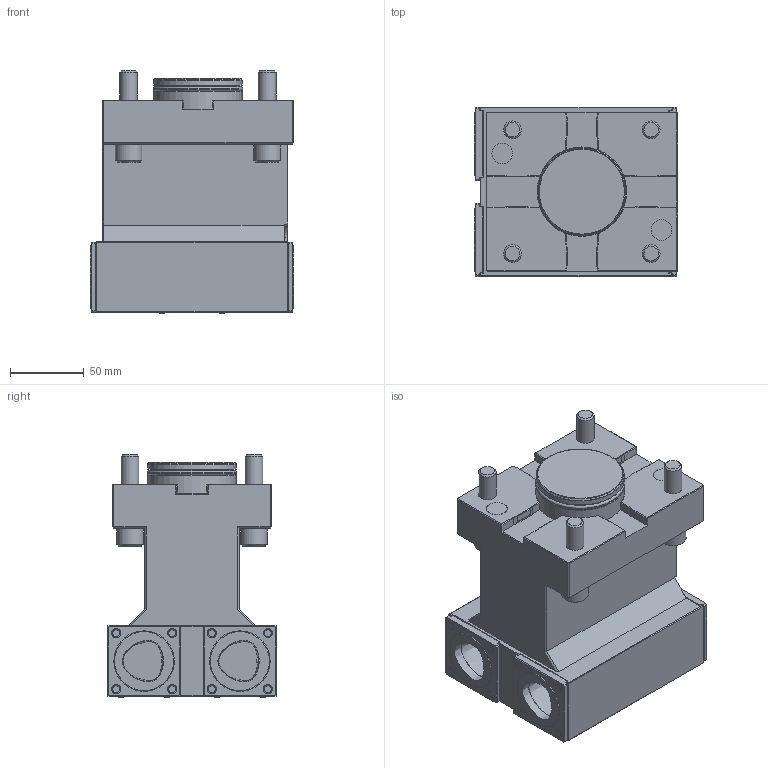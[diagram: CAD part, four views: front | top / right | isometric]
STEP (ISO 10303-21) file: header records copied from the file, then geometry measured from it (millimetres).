
FILE_DESCRIPTION(/* description */ (''),/* implementation_level */ '2;1');
FILE_NAME(/* name */ '1616490067768.stp',/* time_stamp */ '2021-03-23T10:01:14+01:00',/* author */ (''),/* organization */ ('SMS'),/* preprocessor_version */ 'ST-DEVELOPER v16.7',/* originating_system */ 'SIEMENS PLM Software NX 12.0',/* authorisation */ '');
FILE_SCHEMA (('AUTOMOTIVE_DESIGN { 1 0 10303 214 3 1 1 1 }'));
Length unit declared in the file: millimetre
Products named in the file (1): 203441687mod000_00
Bounding box: 138 x 115 x 164.5 mm (x, y, z)
Volume: 1711372.5 mm3; surface area: 147129.6 mm2
Topology: 1 solids, 1 shells, 517 faces, 1275 edges, 822 vertices
Faces by surface type: plane 374, cylinder 67, cone 36, sphere 20, torus 12, bspline 8
Full cylindrical faces by diameter (mm): 2.5 x4, 4.495 x16, 5.694 x4, 7.992 x2, 11.988 x4, 13.986 x2, 17.982 x4, 55.145 x1, 59.84 x2, 59.9 x1, 60.639 x1
Entity records: 15681 total; most frequent: CARTESIAN_POINT 4021, DIRECTION 2316, ORIENTED_EDGE 2252, EDGE_CURVE 1126, LINE 800, VECTOR 800, VERTEX_POINT 762, AXIS2_PLACEMENT_3D 758
